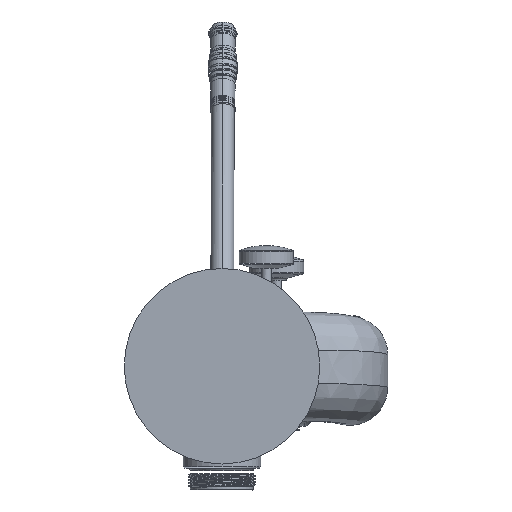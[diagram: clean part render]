
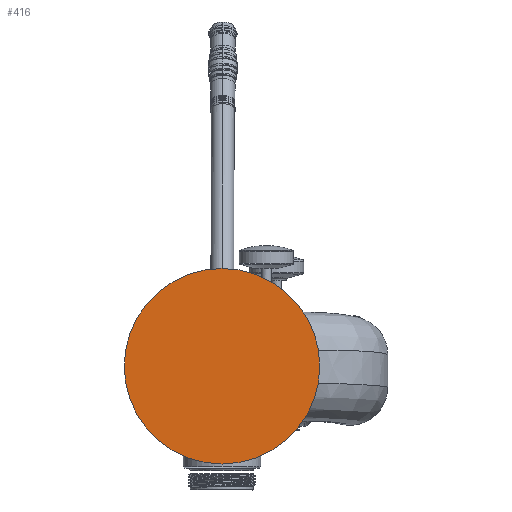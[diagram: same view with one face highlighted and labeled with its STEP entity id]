
A CAD part, front view. The second image highlights one B-rep face of the part: STEP entity #416.
In plain terms, the highlighted planar face has unit normal (0, -1, 0).
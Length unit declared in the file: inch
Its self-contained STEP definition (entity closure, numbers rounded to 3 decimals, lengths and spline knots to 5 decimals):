
#187=CARTESIAN_POINT('',(0.,0.12605,0.));
#188=DIRECTION('',(0.,1.,0.));
#189=DIRECTION('',(0.,0.,1.));
#190=AXIS2_PLACEMENT_3D('',#187,#188,#189);
#196=CARTESIAN_POINT('',(0.,0.12605,0.));
#197=DIRECTION('',(0.,-1.,0.));
#198=DIRECTION('',(0.,0.,1.));
#199=AXIS2_PLACEMENT_3D('',#196,#197,#198);
#221=CARTESIAN_POINT('',(0.,0.12605,4.5));
#222=CARTESIAN_POINT('',(0.,0.12605,-4.5));
#223=VERTEX_POINT('',#221);
#224=VERTEX_POINT('',#222);
#407=CARTESIAN_POINT('',(0.,0.12605,0.));
#408=DIRECTION('',(0.,-1.,0.));
#409=DIRECTION('',(0.,0.,1.));
#410=AXIS2_PLACEMENT_3D('',#407,#408,#409);
#411=PLANE('',#410);
#412=ORIENTED_EDGE('',*,*,#387,.T.);
#413=ORIENTED_EDGE('',*,*,#401,.F.);
#414=EDGE_LOOP('',(#412,#413));
#415=FACE_OUTER_BOUND('',#414,.F.);
#416=ADVANCED_FACE('',(#415),#411,.T.);
#191=CIRCLE('',#190,4.5);
#200=CIRCLE('',#199,4.5);
#387=EDGE_CURVE('',#223,#224,#191,.T.);
#401=EDGE_CURVE('',#223,#224,#200,.T.);
